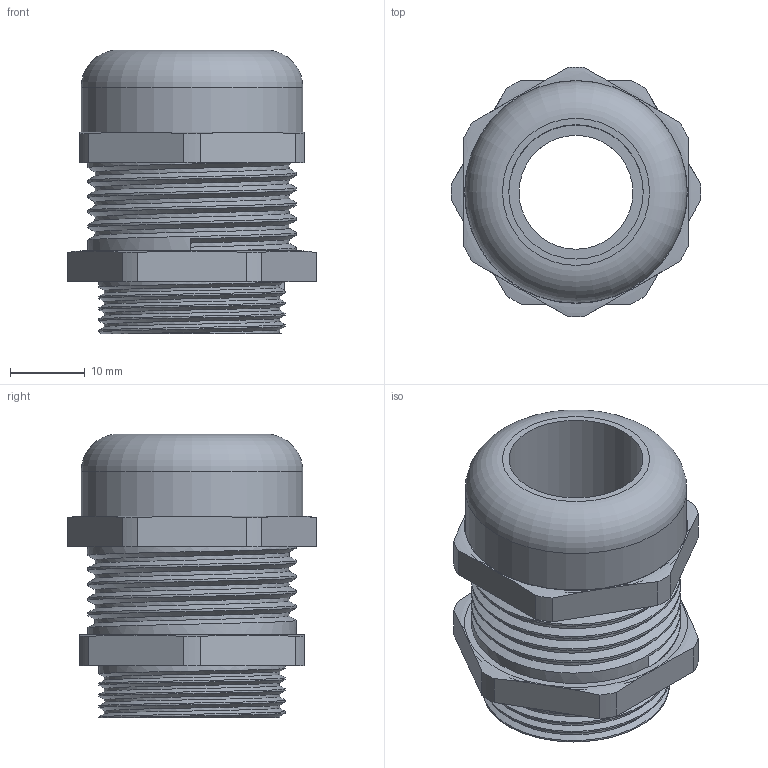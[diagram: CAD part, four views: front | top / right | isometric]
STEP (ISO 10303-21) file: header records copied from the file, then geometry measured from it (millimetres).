
FILE_DESCRIPTION(/* description */ (''),/* implementation_level */ '2;1');
FILE_NAME(/* name */ 'vn16 250 0126 x.stp',/* time_stamp */ '2018-06-04T14:46:38+02:00',/* author */ (''),/* organization */ (''),/* preprocessor_version */ 'ST-DEVELOPER v16',/* originating_system */ 'SIEMENS PLM Software NX 11.0',/* authorisation */ '');
FILE_SCHEMA (('AP203_CONFIGURATION_CONTROLLED_3D_DESIGN_OF_MECHANICAL_PARTS_AND_ASSEMBLIES_MIM_LF { 1 0 10303 403 2 1 2}'));
Length unit declared in the file: millimetre
Products named in the file (1): n 16 250 0126nxm001-02
Bounding box: 33.39 x 33.4 x 38 mm (x, y, z)
Volume: 13863.9 mm3; surface area: 7635.8 mm2
Topology: 1 solids, 1 shells, 51 faces, 132 edges, 88 vertices
Faces by surface type: plane 22, cylinder 19, bspline 7, torus 3
Full cylindrical faces by diameter (mm): 15.25 x1, 18 x1, 29.7 x1
Entity records: 3861 total; most frequent: CARTESIAN_POINT 2617, ORIENTED_EDGE 246, DIRECTION 211, EDGE_CURVE 123, VERTEX_POINT 85, AXIS2_PLACEMENT_3D 83, EDGE_LOOP 64, ADVANCED_FACE 51
